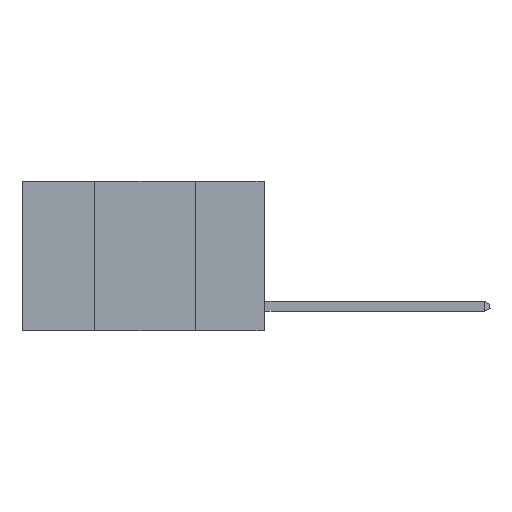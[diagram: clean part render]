
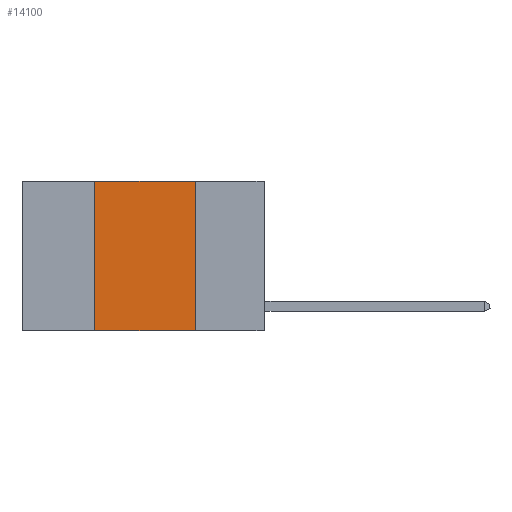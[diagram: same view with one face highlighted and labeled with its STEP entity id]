
A CAD part, left-side view. The second image highlights one B-rep face of the part: STEP entity #14100.
In plain terms, the highlighted planar face has unit normal (-1, 0, 0).
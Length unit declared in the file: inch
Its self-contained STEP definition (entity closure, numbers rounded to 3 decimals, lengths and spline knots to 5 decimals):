
#67 = EDGE_CURVE ( 'NONE', #12249, #9853, #17892, .T. ) ;
#458 = VECTOR ( 'NONE', #15201, 39.37008 ) ;
#722 = DIRECTION ( 'NONE',  ( 0., 0., 1. ) ) ;
#897 = LINE ( 'NONE', #12409, #458 ) ;
#1438 = DIRECTION ( 'NONE',  ( 0., -1., 0. ) ) ;
#1918 = CARTESIAN_POINT ( 'NONE',  ( 0., 0.42, -0.37 ) ) ;
#2273 = ORIENTED_EDGE ( 'NONE', *, *, #67, .F. ) ;
#2321 = EDGE_CURVE ( 'NONE', #3954, #12229, #10344, .T. ) ;
#2505 = CARTESIAN_POINT ( 'NONE',  ( 0., 0.42, 0. ) ) ;
#2563 = VECTOR ( 'NONE', #722, 39.37008 ) ;
#3166 = CARTESIAN_POINT ( 'NONE',  ( 0., 0.6, 0. ) ) ;
#3954 = VERTEX_POINT ( 'NONE', #1918 ) ;
#5224 = DIRECTION ( 'NONE',  ( 0., -1., 0. ) ) ;
#5256 = PLANE ( 'NONE',  #8485 ) ;
#6100 = VECTOR ( 'NONE', #1438, 39.37008 ) ;
#6962 = VECTOR ( 'NONE', #5224, 39.37008 ) ;
#7813 = CARTESIAN_POINT ( 'NONE',  ( 0., 0.42, 0. ) ) ;
#8113 = DIRECTION ( 'NONE',  ( 0., 0., -1. ) ) ;
#8466 = EDGE_LOOP ( 'NONE', ( #12691, #2273, #17640, #9226 ) ) ;
#8485 = AXIS2_PLACEMENT_3D ( 'NONE', #10943, #16643, #8113 ) ;
#9226 = ORIENTED_EDGE ( 'NONE', *, *, #2321, .T. ) ;
#9853 = VERTEX_POINT ( 'NONE', #15827 ) ;
#10344 = LINE ( 'NONE', #13763, #6962 ) ;
#10943 = CARTESIAN_POINT ( 'NONE',  ( 0., 0.6, 0. ) ) ;
#12229 = VERTEX_POINT ( 'NONE', #13864 ) ;
#12249 = VERTEX_POINT ( 'NONE', #2505 ) ;
#12409 = CARTESIAN_POINT ( 'NONE',  ( 0., 0.17, 0. ) ) ;
#12691 = ORIENTED_EDGE ( 'NONE', *, *, #13402, .F. ) ;
#13402 = EDGE_CURVE ( 'NONE', #9853, #12229, #897, .T. ) ;
#13763 = CARTESIAN_POINT ( 'NONE',  ( 0., 0.6, -0.37 ) ) ;
#13864 = CARTESIAN_POINT ( 'NONE',  ( 0., 0.17, -0.37 ) ) ;
#13959 = LINE ( 'NONE', #7813, #2563 ) ;
#14100 = ADVANCED_FACE ( 'NONE', ( #14929 ), #5256, .F. ) ;
#14929 = FACE_OUTER_BOUND ( 'NONE', #8466, .T. ) ;
#15201 = DIRECTION ( 'NONE',  ( 0., 0., -1. ) ) ;
#15827 = CARTESIAN_POINT ( 'NONE',  ( 0., 0.17, 0. ) ) ;
#16643 = DIRECTION ( 'NONE',  ( 1., 0., 0. ) ) ;
#17011 = EDGE_CURVE ( 'NONE', #3954, #12249, #13959, .T. ) ;
#17640 = ORIENTED_EDGE ( 'NONE', *, *, #17011, .F. ) ;
#17892 = LINE ( 'NONE', #3166, #6100 ) ;
